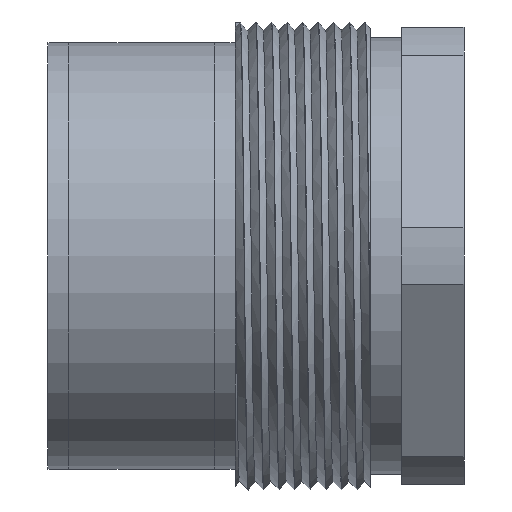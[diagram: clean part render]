
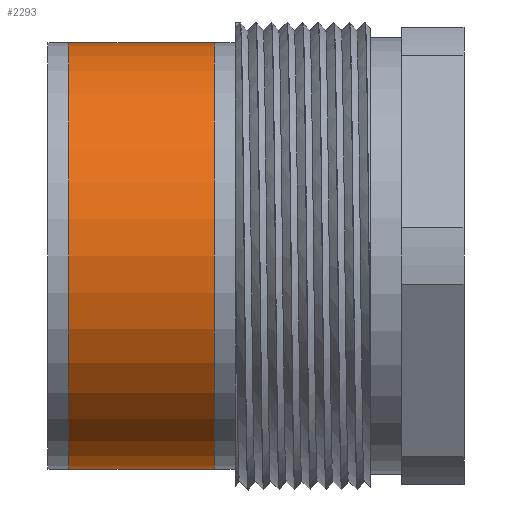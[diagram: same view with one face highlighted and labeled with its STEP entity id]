
A CAD part, left-side view. The second image highlights one B-rep face of the part: STEP entity #2293.
In plain terms, the highlighted cylindrical face has radius 10.25 mm (diameter 20.5 mm), a full revolution.
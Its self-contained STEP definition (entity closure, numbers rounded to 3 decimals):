
#5 = FACE_OUTER_BOUND ( 'NONE', #382, .T. ) ;
#13 = VERTEX_POINT ( 'NONE', #1710 ) ;
#20 = CYLINDRICAL_SURFACE ( 'NONE', #2305, 10.25 ) ;
#22 = FACE_OUTER_BOUND ( 'NONE', #362, .T. ) ;
#37 = VERTEX_POINT ( 'NONE', #1725 ) ;
#61 = EDGE_CURVE ( 'NONE', #37, #37, #872, .T. ) ;
#112 = EDGE_CURVE ( 'NONE', #13, #13, #1014, .T. ) ;
#163 = ORIENTED_EDGE ( 'NONE', *, *, #61, .T. ) ;
#235 = ORIENTED_EDGE ( 'NONE', *, *, #112, .F. ) ;
#362 = EDGE_LOOP ( 'NONE', ( #163 ) ) ;
#382 = EDGE_LOOP ( 'NONE', ( #235 ) ) ;
#808 = CARTESIAN_POINT ( 'NONE',  ( 0., 19., 0. ) ) ;
#809 = DIRECTION ( 'NONE',  ( 0., 1., 0. ) ) ;
#812 = DIRECTION ( 'NONE',  ( 0., 0., 1. ) ) ;
#848 = DIRECTION ( 'NONE',  ( 0., 0., 1. ) ) ;
#850 = DIRECTION ( 'NONE',  ( 0., 1., 0. ) ) ;
#851 = CARTESIAN_POINT ( 'NONE',  ( 0., 12., 0. ) ) ;
#872 = CIRCLE ( 'NONE', #1016, 10.25 ) ;
#1003 = AXIS2_PLACEMENT_3D ( 'NONE', #808, #809, #812 ) ;
#1014 = CIRCLE ( 'NONE', #1003, 10.25 ) ;
#1016 = AXIS2_PLACEMENT_3D ( 'NONE', #851, #850, #848 ) ;
#1710 = CARTESIAN_POINT ( 'NONE',  ( 0., 19., 10.25 ) ) ;
#1725 = CARTESIAN_POINT ( 'NONE',  ( 0., 12., 10.25 ) ) ;
#1757 = DIRECTION ( 'NONE',  ( 0., 0., -1. ) ) ;
#1758 = DIRECTION ( 'NONE',  ( 0., -1., 0. ) ) ;
#1759 = CARTESIAN_POINT ( 'NONE',  ( 0., 19., 0. ) ) ;
#2293 = ADVANCED_FACE ( 'NONE', ( #5, #22 ), #20, .T. ) ;
#2305 = AXIS2_PLACEMENT_3D ( 'NONE', #1759, #1758, #1757 ) ;
